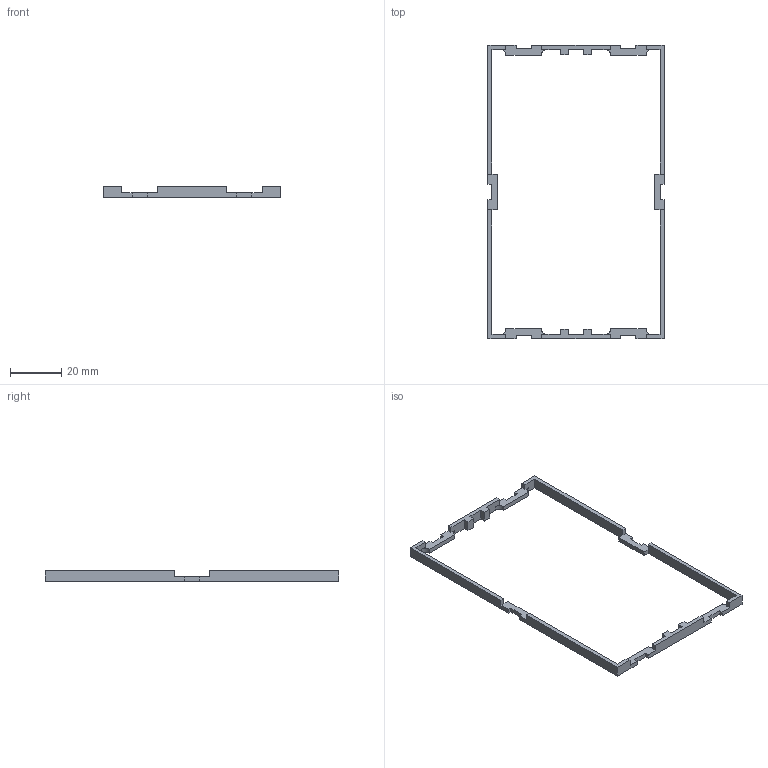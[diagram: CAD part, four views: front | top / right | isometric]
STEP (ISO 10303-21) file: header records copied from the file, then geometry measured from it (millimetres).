
FILE_DESCRIPTION(/* description */ (''),/* implementation_level */ '2;1');
FILE_NAME(/* name */ 'eNSPanel v2.1.4 enclosure.step',/* time_stamp */ '2024-06-08T15:39:17+02:00',/* author */ (''),/* organization */ (''),/* preprocessor_version */ 'ST-DEVELOPER v20',/* originating_system */ 'Autodesk Translation Framework v13.14.0.145',/* authorisation */ '');
FILE_SCHEMA (('AUTOMOTIVE_DESIGN { 1 0 10303 214 3 1 1 }'));
Length unit declared in the file: millimetre
Products named in the file (1): nspanel
Bounding box: 68.8 x 114.4 x 4.2 mm (x, y, z)
Volume: 2451.7 mm3; surface area: 4282 mm2
Topology: 1 solids, 1 shells, 105 faces, 308 edges, 204 vertices
Faces by surface type: plane 97, cylinder 8
Entity records: 3463 total; most frequent: CARTESIAN_POINT 618, ORIENTED_EDGE 616, DIRECTION 536, EDGE_CURVE 308, LINE 292, VECTOR 292, VERTEX_POINT 204, AXIS2_PLACEMENT_3D 122
